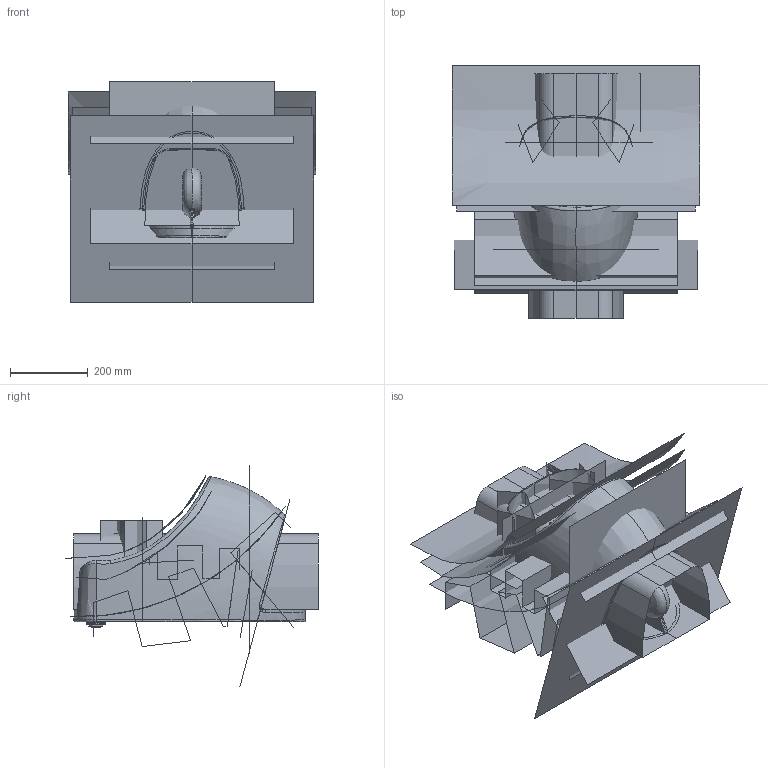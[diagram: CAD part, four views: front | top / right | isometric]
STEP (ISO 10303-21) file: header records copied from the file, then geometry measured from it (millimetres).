
FILE_DESCRIPTION((''),'2;1');
FILE_NAME('M2022003','2019-03-04T',('YuanJ1'),(''),'CREO PARAMETRIC BY PTC INC, 2016130','CREO PARAMETRIC BY PTC INC, 2016130','');
FILE_SCHEMA(('CONFIG_CONTROL_DESIGN'));
Products named in the file (13): M102001; M203001; M401002; M204001; M202003; M504004; M208001; M201004; M205003; M504006; P0042584; P0041673; M2022003
Assembly tree (12 placements, depth 3):
  M2022003
    M102001
    M504004
      M203001
      M401002
      M204001
      M202003
    M504006
      M208001
      M201004
      M205003
    P0042584
    P0041673
Bounding box: 636 x 650 x 566.55 mm (x, y, z)
Volume: 10661201.2 mm3; surface area: 5977707.6 mm2
Topology: 10 solids, 68 shells, 1470 faces, 4051 edges, 2625 vertices
Faces by surface type: bspline 645, cylinder 340, plane 329, torus 61, cone 41, sphere 34, extrusion 20
Entity records: 106235 total; most frequent: CARTESIAN_POINT 73871, ORIENTED_EDGE 7620, DIRECTION 4944, EDGE_CURVE 4041, VERTEX_POINT 2625, AXIS2_PLACEMENT_3D 1847, B_SPLINE_CURVE_WITH_KNOTS 1827, EDGE_LOOP 1531
